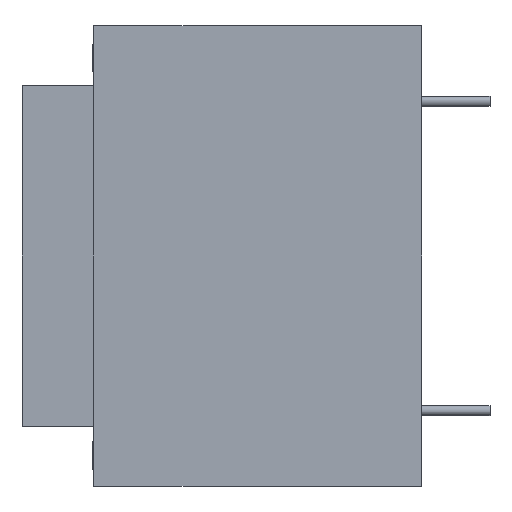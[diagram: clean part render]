
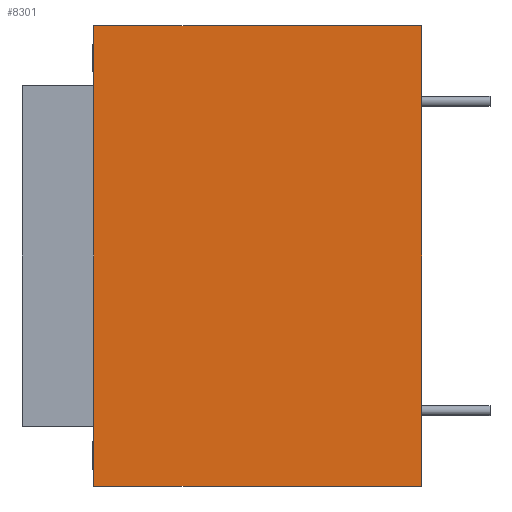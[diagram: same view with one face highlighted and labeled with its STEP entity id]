
A CAD part, left-side view. The second image highlights one B-rep face of the part: STEP entity #8301.
In plain terms, the highlighted planar face has unit normal (-1, 0, 0).
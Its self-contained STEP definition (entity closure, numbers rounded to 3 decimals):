
#323 = CARTESIAN_POINT ( 'NONE',  ( -22.1, 26.5, -18.6 ) ) ;
#431 = EDGE_LOOP ( 'NONE', ( #2553, #1487, #5450, #824 ) ) ;
#462 = AXIS2_PLACEMENT_3D ( 'NONE', #3344, #3377, #7856 ) ;
#824 = ORIENTED_EDGE ( 'NONE', *, *, #7013, .F. ) ;
#916 = EDGE_CURVE ( 'Defeature ausgef�hrt1_177+Defeature ausgef�hrt1_181+Defeature ausgef�hrt1_178+Defeature ausgef�hrt1_180', #1816, #1573, #2557, .T. ) ;
#1149 = EDGE_CURVE ( 'Defeature ausgef�hrt1_182+Defeature ausgef�hrt1_181+Defeature ausgef�hrt1_180+Defeature ausgef�hrt1_178', #5151, #6053, #6872, .T. ) ;
#1487 = ORIENTED_EDGE ( 'NONE', *, *, #7263, .F. ) ;
#1573 = VERTEX_POINT ( 'NONE', #5642 ) ;
#1761 = LINE ( 'NONE', #5362, #6085 ) ;
#1816 = VERTEX_POINT ( 'NONE', #3966 ) ;
#1915 = DIRECTION ( 'NONE',  ( 0., 1., 0. ) ) ;
#2553 = ORIENTED_EDGE ( 'NONE', *, *, #1149, .F. ) ;
#2557 = LINE ( 'NONE', #7383, #3891 ) ;
#3136 = DIRECTION ( 'NONE',  ( 0., 0., -1. ) ) ;
#3206 = CARTESIAN_POINT ( 'NONE',  ( -22.1, 0., -18.6 ) ) ;
#3344 = CARTESIAN_POINT ( 'NONE',  ( -22.1, 0., -9.3 ) ) ;
#3377 = DIRECTION ( 'NONE',  ( 1., 0., 0. ) ) ;
#3891 = VECTOR ( 'NONE', #6130, 1000. ) ;
#3966 = CARTESIAN_POINT ( 'NONE',  ( -22.1, 26.5, 18.6 ) ) ;
#3971 = CARTESIAN_POINT ( 'NONE',  ( -22.1, 0., -18.6 ) ) ;
#4482 = VECTOR ( 'NONE', #1915, 1000. ) ;
#4788 = VECTOR ( 'NONE', #3136, 1000. ) ;
#5151 = VERTEX_POINT ( 'NONE', #3206 ) ;
#5362 = CARTESIAN_POINT ( 'NONE',  ( -22.1, 26.5, -9.3 ) ) ;
#5450 = ORIENTED_EDGE ( 'NONE', *, *, #916, .F. ) ;
#5642 = CARTESIAN_POINT ( 'NONE',  ( -22.1, 0., 18.6 ) ) ;
#5877 = LINE ( 'NONE', #6358, #4788 ) ;
#6053 = VERTEX_POINT ( 'NONE', #323 ) ;
#6085 = VECTOR ( 'NONE', #7337, 1000. ) ;
#6130 = DIRECTION ( 'NONE',  ( 0., -1., 0. ) ) ;
#6358 = CARTESIAN_POINT ( 'NONE',  ( -22.1, 0., -9.3 ) ) ;
#6872 = LINE ( 'NONE', #3971, #4482 ) ;
#7013 = EDGE_CURVE ( 'Defeature ausgef�hrt1_178+Defeature ausgef�hrt1_181+Defeature ausgef�hrt1_182+Defeature ausgef�hrt1_177', #6053, #1816, #1761, .T. ) ;
#7263 = EDGE_CURVE ( 'Defeature ausgef�hrt1_180+Defeature ausgef�hrt1_181+Defeature ausgef�hrt1_177+Defeature ausgef�hrt1_182', #1573, #5151, #5877, .T. ) ;
#7337 = DIRECTION ( 'NONE',  ( 0., 0., 1. ) ) ;
#7383 = CARTESIAN_POINT ( 'NONE',  ( -22.1, 0., 18.6 ) ) ;
#7528 = FACE_OUTER_BOUND ( 'NONE', #431, .T. ) ;
#7856 = DIRECTION ( 'NONE',  ( 0., 0., -1. ) ) ;
#7884 = PLANE ( 'NONE',  #462 ) ;
#8301 = ADVANCED_FACE ( 'Defeature ausgef�hrt1_181', ( #7528 ), #7884, .F. ) ;
